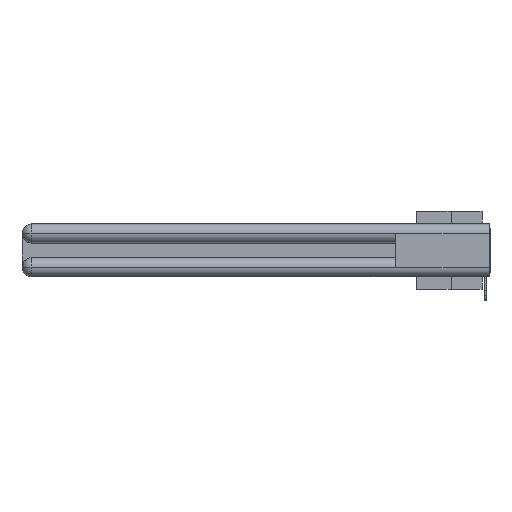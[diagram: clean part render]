
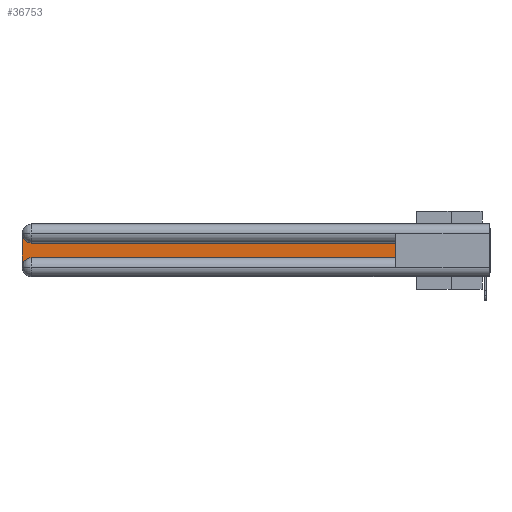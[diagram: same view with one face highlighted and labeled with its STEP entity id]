
A CAD part, left-side view. The second image highlights one B-rep face of the part: STEP entity #36753.
In plain terms, the highlighted planar face has unit normal (-1, 0, 0).
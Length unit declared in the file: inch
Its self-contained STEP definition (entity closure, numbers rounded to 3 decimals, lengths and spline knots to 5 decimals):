
#1562 = DIRECTION ( 'NONE',  ( 0., -1., 0. ) ) ;
#1671 = AXIS2_PLACEMENT_3D ( 'NONE', #30231, #35796, #4169 ) ;
#2331 = CARTESIAN_POINT ( 'NONE',  ( 0.075, 0.6, -0.1225 ) ) ;
#3621 = VERTEX_POINT ( 'NONE', #16761 ) ;
#4169 = DIRECTION ( 'NONE',  ( 0., 0., -1. ) ) ;
#4418 = CARTESIAN_POINT ( 'NONE',  ( 0.075, 2.94, -0.2775 ) ) ;
#4540 = DIRECTION ( 'NONE',  ( 0., 0., -1. ) ) ;
#5275 = DIRECTION ( 'NONE',  ( 0., 0., -1. ) ) ;
#5298 = VECTOR ( 'NONE', #33338, 39.37008 ) ;
#7115 = CIRCLE ( 'NONE', #1671, 0.06 ) ;
#8673 = ORIENTED_EDGE ( 'NONE', *, *, #13259, .T. ) ;
#9947 = CARTESIAN_POINT ( 'NONE',  ( 0.075, 0.6, -0.2175 ) ) ;
#10578 = ORIENTED_EDGE ( 'NONE', *, *, #32822, .T. ) ;
#10898 = CARTESIAN_POINT ( 'NONE',  ( 0.075, 3., -0.1225 ) ) ;
#11187 = CARTESIAN_POINT ( 'NONE',  ( 0.075, 2.94, -0.1225 ) ) ;
#13091 = VERTEX_POINT ( 'NONE', #11187 ) ;
#13254 = EDGE_CURVE ( 'NONE', #14035, #13091, #29271, .T. ) ;
#13259 = EDGE_CURVE ( 'NONE', #29119, #3621, #25684, .T. ) ;
#14035 = VERTEX_POINT ( 'NONE', #18278 ) ;
#14935 = DIRECTION ( 'NONE',  ( 1., 0., 0. ) ) ;
#15919 = LINE ( 'NONE', #24351, #33549 ) ;
#16761 = CARTESIAN_POINT ( 'NONE',  ( 0.075, 2.94, -0.2175 ) ) ;
#17957 = EDGE_CURVE ( 'NONE', #3621, #24947, #21422, .T. ) ;
#18010 = CARTESIAN_POINT ( 'NONE',  ( 0.075, 0.6, -0.2175 ) ) ;
#18278 = CARTESIAN_POINT ( 'NONE',  ( 0.075, 0.6, -0.1225 ) ) ;
#18682 = CARTESIAN_POINT ( 'NONE',  ( 0.075, 0.6, -0.2175 ) ) ;
#18928 = CARTESIAN_POINT ( 'NONE',  ( 0.075, 3., -0.2775 ) ) ;
#20154 = FACE_OUTER_BOUND ( 'NONE', #36139, .T. ) ;
#21422 = LINE ( 'NONE', #18682, #26828 ) ;
#21718 = ORIENTED_EDGE ( 'NONE', *, *, #29043, .T. ) ;
#22500 = DIRECTION ( 'NONE',  ( 0., 1., 0. ) ) ;
#23749 = ORIENTED_EDGE ( 'NONE', *, *, #17957, .T. ) ;
#24351 = CARTESIAN_POINT ( 'NONE',  ( 0.075, 3., -0.2175 ) ) ;
#24947 = VERTEX_POINT ( 'NONE', #18010 ) ;
#25684 = CIRCLE ( 'NONE', #29430, 0.06 ) ;
#26828 = VECTOR ( 'NONE', #1562, 39.37008 ) ;
#28764 = ORIENTED_EDGE ( 'NONE', *, *, #35880, .T. ) ;
#28968 = VERTEX_POINT ( 'NONE', #34837 ) ;
#29043 = EDGE_CURVE ( 'NONE', #24947, #14035, #30517, .T. ) ;
#29119 = VERTEX_POINT ( 'NONE', #18928 ) ;
#29271 = LINE ( 'NONE', #2331, #36053 ) ;
#29430 = AXIS2_PLACEMENT_3D ( 'NONE', #4418, #14935, #4540 ) ;
#30160 = DIRECTION ( 'NONE',  ( 0., 0., -1. ) ) ;
#30231 = CARTESIAN_POINT ( 'NONE',  ( 0.075, 2.94, -0.0625 ) ) ;
#30517 = LINE ( 'NONE', #9947, #5298 ) ;
#31001 = PLANE ( 'NONE',  #31196 ) ;
#31196 = AXIS2_PLACEMENT_3D ( 'NONE', #10898, #36656, #5275 ) ;
#32822 = EDGE_CURVE ( 'NONE', #28968, #29119, #15919, .T. ) ;
#33338 = DIRECTION ( 'NONE',  ( 0., 0., 1. ) ) ;
#33394 = ORIENTED_EDGE ( 'NONE', *, *, #13254, .T. ) ;
#33549 = VECTOR ( 'NONE', #30160, 39.37008 ) ;
#34837 = CARTESIAN_POINT ( 'NONE',  ( 0.075, 3., -0.0625 ) ) ;
#35796 = DIRECTION ( 'NONE',  ( 1., 0., 0. ) ) ;
#35880 = EDGE_CURVE ( 'NONE', #13091, #28968, #7115, .T. ) ;
#36053 = VECTOR ( 'NONE', #22500, 39.37008 ) ;
#36139 = EDGE_LOOP ( 'NONE', ( #33394, #28764, #10578, #8673, #23749, #21718 ) ) ;
#36656 = DIRECTION ( 'NONE',  ( 1., 0., 0. ) ) ;
#36753 = ADVANCED_FACE ( 'NONE', ( #20154 ), #31001, .F. ) ;
